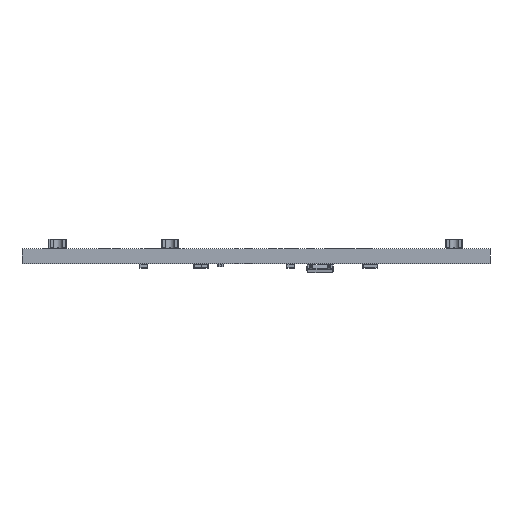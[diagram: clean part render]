
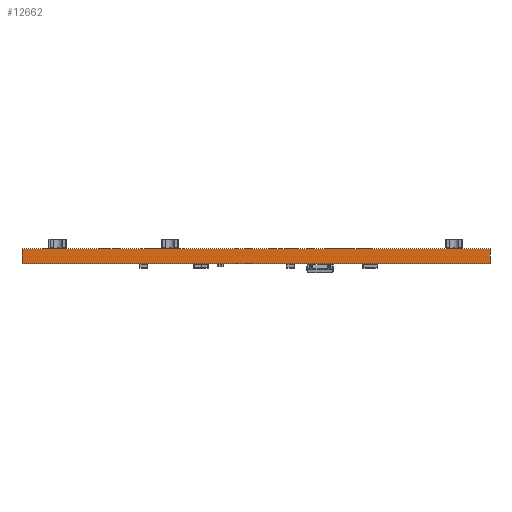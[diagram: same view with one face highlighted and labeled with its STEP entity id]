
A CAD part, front view. The second image highlights one B-rep face of the part: STEP entity #12662.
In plain terms, the highlighted planar face has unit normal (0, -1, 0).
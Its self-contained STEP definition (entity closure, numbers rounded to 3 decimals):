
#12662 = ADVANCED_FACE('',(#12663),#12677,.T.);
#12663 = FACE_BOUND('',#12664,.T.);
#12664 = EDGE_LOOP('',(#12665,#12700,#12728,#12756));
#12665 = ORIENTED_EDGE('',*,*,#12666,.T.);
#12666 = EDGE_CURVE('',#12667,#12669,#12671,.T.);
#12667 = VERTEX_POINT('',#12668);
#12668 = CARTESIAN_POINT('',(172.72,-126.2,0.));
#12669 = VERTEX_POINT('',#12670);
#12670 = CARTESIAN_POINT('',(172.72,-126.2,1.6));
#12671 = SURFACE_CURVE('',#12672,(#12676,#12688),.PCURVE_S1.);
#12672 = LINE('',#12673,#12674);
#12673 = CARTESIAN_POINT('',(172.72,-126.2,0.));
#12674 = VECTOR('',#12675,1.);
#12675 = DIRECTION('',(0.,0.,1.));
#12676 = PCURVE('',#12677,#12682);
#12677 = PLANE('',#12678);
#12678 = AXIS2_PLACEMENT_3D('',#12679,#12680,#12681);
#12679 = CARTESIAN_POINT('',(172.72,-126.2,0.));
#12680 = DIRECTION('',(0.,-1.,0.));
#12681 = DIRECTION('',(-1.,0.,0.));
#12682 = DEFINITIONAL_REPRESENTATION('',(#12683),#12687);
#12683 = LINE('',#12684,#12685);
#12684 = CARTESIAN_POINT('',(0.,-0.));
#12685 = VECTOR('',#12686,1.);
#12686 = DIRECTION('',(0.,-1.));
#12687 = ( GEOMETRIC_REPRESENTATION_CONTEXT(2) 
PARAMETRIC_REPRESENTATION_CONTEXT() REPRESENTATION_CONTEXT('2D SPACE',''
  ) );
#12688 = PCURVE('',#12689,#12694);
#12689 = PLANE('',#12690);
#12690 = AXIS2_PLACEMENT_3D('',#12691,#12692,#12693);
#12691 = CARTESIAN_POINT('',(172.72,-76.2,0.));
#12692 = DIRECTION('',(1.,0.,-0.));
#12693 = DIRECTION('',(0.,-1.,0.));
#12694 = DEFINITIONAL_REPRESENTATION('',(#12695),#12699);
#12695 = LINE('',#12696,#12697);
#12696 = CARTESIAN_POINT('',(50.,0.));
#12697 = VECTOR('',#12698,1.);
#12698 = DIRECTION('',(0.,-1.));
#12699 = ( GEOMETRIC_REPRESENTATION_CONTEXT(2) 
PARAMETRIC_REPRESENTATION_CONTEXT() REPRESENTATION_CONTEXT('2D SPACE',''
  ) );
#12700 = ORIENTED_EDGE('',*,*,#12701,.T.);
#12701 = EDGE_CURVE('',#12669,#12702,#12704,.T.);
#12702 = VERTEX_POINT('',#12703);
#12703 = CARTESIAN_POINT('',(122.72,-126.2,1.6));
#12704 = SURFACE_CURVE('',#12705,(#12709,#12716),.PCURVE_S1.);
#12705 = LINE('',#12706,#12707);
#12706 = CARTESIAN_POINT('',(172.72,-126.2,1.6));
#12707 = VECTOR('',#12708,1.);
#12708 = DIRECTION('',(-1.,0.,0.));
#12709 = PCURVE('',#12677,#12710);
#12710 = DEFINITIONAL_REPRESENTATION('',(#12711),#12715);
#12711 = LINE('',#12712,#12713);
#12712 = CARTESIAN_POINT('',(0.,-1.6));
#12713 = VECTOR('',#12714,1.);
#12714 = DIRECTION('',(1.,0.));
#12715 = ( GEOMETRIC_REPRESENTATION_CONTEXT(2) 
PARAMETRIC_REPRESENTATION_CONTEXT() REPRESENTATION_CONTEXT('2D SPACE',''
  ) );
#12716 = PCURVE('',#12717,#12722);
#12717 = PLANE('',#12718);
#12718 = AXIS2_PLACEMENT_3D('',#12719,#12720,#12721);
#12719 = CARTESIAN_POINT('',(147.72,-101.2,1.6));
#12720 = DIRECTION('',(-0.,-0.,-1.));
#12721 = DIRECTION('',(-1.,0.,0.));
#12722 = DEFINITIONAL_REPRESENTATION('',(#12723),#12727);
#12723 = LINE('',#12724,#12725);
#12724 = CARTESIAN_POINT('',(-25.,-25.));
#12725 = VECTOR('',#12726,1.);
#12726 = DIRECTION('',(1.,0.));
#12727 = ( GEOMETRIC_REPRESENTATION_CONTEXT(2) 
PARAMETRIC_REPRESENTATION_CONTEXT() REPRESENTATION_CONTEXT('2D SPACE',''
  ) );
#12728 = ORIENTED_EDGE('',*,*,#12729,.F.);
#12729 = EDGE_CURVE('',#12730,#12702,#12732,.T.);
#12730 = VERTEX_POINT('',#12731);
#12731 = CARTESIAN_POINT('',(122.72,-126.2,0.));
#12732 = SURFACE_CURVE('',#12733,(#12737,#12744),.PCURVE_S1.);
#12733 = LINE('',#12734,#12735);
#12734 = CARTESIAN_POINT('',(122.72,-126.2,0.));
#12735 = VECTOR('',#12736,1.);
#12736 = DIRECTION('',(0.,0.,1.));
#12737 = PCURVE('',#12677,#12738);
#12738 = DEFINITIONAL_REPRESENTATION('',(#12739),#12743);
#12739 = LINE('',#12740,#12741);
#12740 = CARTESIAN_POINT('',(50.,0.));
#12741 = VECTOR('',#12742,1.);
#12742 = DIRECTION('',(0.,-1.));
#12743 = ( GEOMETRIC_REPRESENTATION_CONTEXT(2) 
PARAMETRIC_REPRESENTATION_CONTEXT() REPRESENTATION_CONTEXT('2D SPACE',''
  ) );
#12744 = PCURVE('',#12745,#12750);
#12745 = PLANE('',#12746);
#12746 = AXIS2_PLACEMENT_3D('',#12747,#12748,#12749);
#12747 = CARTESIAN_POINT('',(122.72,-126.2,0.));
#12748 = DIRECTION('',(-1.,0.,0.));
#12749 = DIRECTION('',(0.,1.,0.));
#12750 = DEFINITIONAL_REPRESENTATION('',(#12751),#12755);
#12751 = LINE('',#12752,#12753);
#12752 = CARTESIAN_POINT('',(0.,0.));
#12753 = VECTOR('',#12754,1.);
#12754 = DIRECTION('',(0.,-1.));
#12755 = ( GEOMETRIC_REPRESENTATION_CONTEXT(2) 
PARAMETRIC_REPRESENTATION_CONTEXT() REPRESENTATION_CONTEXT('2D SPACE',''
  ) );
#12756 = ORIENTED_EDGE('',*,*,#12757,.F.);
#12757 = EDGE_CURVE('',#12667,#12730,#12758,.T.);
#12758 = SURFACE_CURVE('',#12759,(#12763,#12770),.PCURVE_S1.);
#12759 = LINE('',#12760,#12761);
#12760 = CARTESIAN_POINT('',(172.72,-126.2,0.));
#12761 = VECTOR('',#12762,1.);
#12762 = DIRECTION('',(-1.,0.,0.));
#12763 = PCURVE('',#12677,#12764);
#12764 = DEFINITIONAL_REPRESENTATION('',(#12765),#12769);
#12765 = LINE('',#12766,#12767);
#12766 = CARTESIAN_POINT('',(0.,-0.));
#12767 = VECTOR('',#12768,1.);
#12768 = DIRECTION('',(1.,0.));
#12769 = ( GEOMETRIC_REPRESENTATION_CONTEXT(2) 
PARAMETRIC_REPRESENTATION_CONTEXT() REPRESENTATION_CONTEXT('2D SPACE',''
  ) );
#12770 = PCURVE('',#12771,#12776);
#12771 = PLANE('',#12772);
#12772 = AXIS2_PLACEMENT_3D('',#12773,#12774,#12775);
#12773 = CARTESIAN_POINT('',(147.72,-101.2,0.));
#12774 = DIRECTION('',(-0.,-0.,-1.));
#12775 = DIRECTION('',(-1.,0.,0.));
#12776 = DEFINITIONAL_REPRESENTATION('',(#12777),#12781);
#12777 = LINE('',#12778,#12779);
#12778 = CARTESIAN_POINT('',(-25.,-25.));
#12779 = VECTOR('',#12780,1.);
#12780 = DIRECTION('',(1.,0.));
#12781 = ( GEOMETRIC_REPRESENTATION_CONTEXT(2) 
PARAMETRIC_REPRESENTATION_CONTEXT() REPRESENTATION_CONTEXT('2D SPACE',''
  ) );
